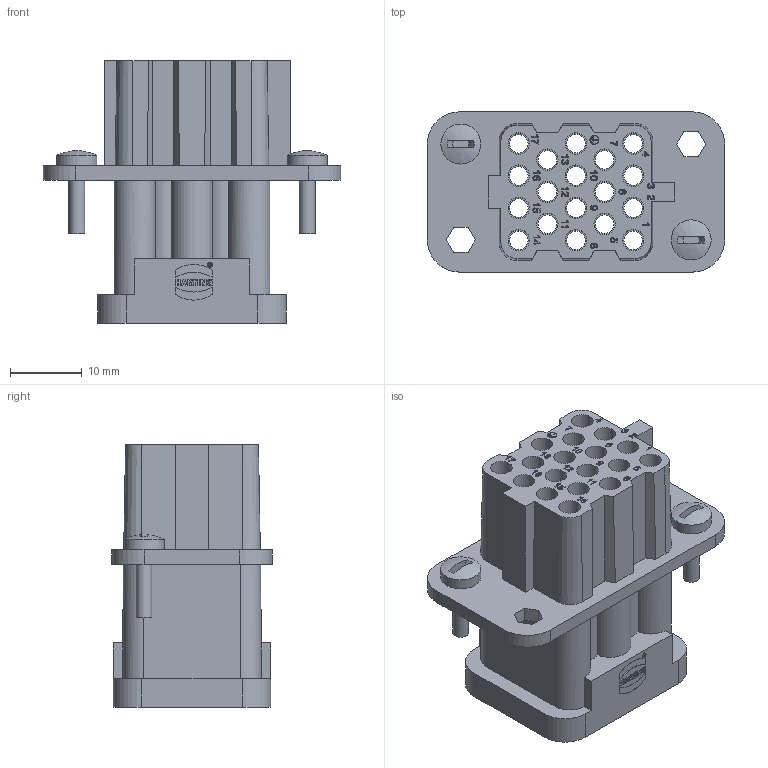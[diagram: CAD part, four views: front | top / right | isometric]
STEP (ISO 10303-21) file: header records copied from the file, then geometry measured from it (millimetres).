
FILE_DESCRIPTION(/* description */ (''),/* implementation_level */ '2;1');
FILE_NAME(/* name */ '100094805ugm000_b.stp',/* time_stamp */ '2019-10-28T14:20:15+01:00',/* author */ (''),/* organization */ (''),/* preprocessor_version */ 'ST-DEVELOPER v16.7',/* originating_system */ 'SIEMENS PLM Software NX 12.0',/* authorisation */ '');
FILE_SCHEMA (('AUTOMOTIVE_DESIGN { 1 0 10303 214 3 1 1 1 }'));
Length unit declared in the file: millimetre
Products named in the file (1): 100094805ugm000_b
Bounding box: 41.6 x 22.4 x 36.7 mm (x, y, z)
Volume: 9950.3 mm3; surface area: 12033.3 mm2
Topology: 1 solids, 1 shells, 1139 faces, 3792 edges, 3500 vertices
Faces by surface type: extrusion 514, plane 503, cylinder 94, cone 26, bspline 2
Full cylindrical faces by diameter (mm): 0.569 x1, 0.673 x1, 1.2 x1, 1.281 x1, 1.4 x1, 1.494 x1, 2.2 x2, 2.6 x18, 3 x18, 3.7 x18, 5.6 x2
Entity records: 51990 total; most frequent: CARTESIAN_POINT 13249, ORIENTED_EDGE 5932, DIRECTION 4115, EDGE_CURVE 2966, VECTOR 2451, B_SPLINE_CURVE_WITH_KNOTS 2071, VERTEX_POINT 2020, LINE 1937
